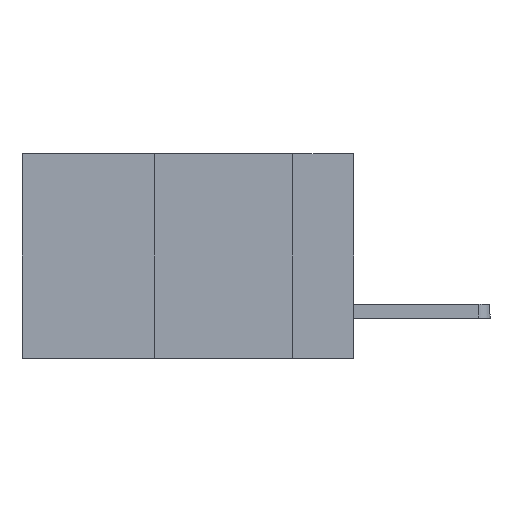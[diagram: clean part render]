
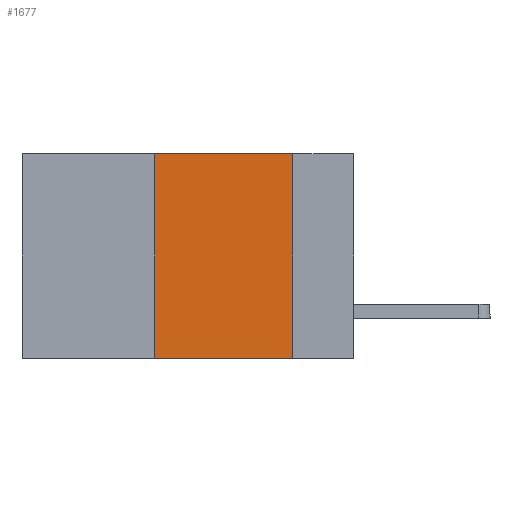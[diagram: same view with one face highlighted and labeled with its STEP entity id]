
A CAD part, left-side view. The second image highlights one B-rep face of the part: STEP entity #1677.
In plain terms, the highlighted planar face has unit normal (-1, 0, 0).
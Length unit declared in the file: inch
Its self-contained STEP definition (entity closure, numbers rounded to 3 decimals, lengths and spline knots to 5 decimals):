
#51 = EDGE_LOOP ( 'NONE', ( #1028, #6040, #6742, #6171 ) ) ;
#150 = LINE ( 'NONE', #1785, #2128 ) ;
#304 = CARTESIAN_POINT ( 'NONE',  ( 0., 0.36, -0.37 ) ) ;
#516 = VERTEX_POINT ( 'NONE', #8804 ) ;
#845 = VECTOR ( 'NONE', #4629, 39.37008 ) ;
#1028 = ORIENTED_EDGE ( 'NONE', *, *, #1566, .F. ) ;
#1283 = EDGE_CURVE ( 'NONE', #3765, #516, #9965, .T. ) ;
#1566 = EDGE_CURVE ( 'NONE', #516, #10014, #5771, .T. ) ;
#1603 = VECTOR ( 'NONE', #8501, 39.37008 ) ;
#1662 = LINE ( 'NONE', #7428, #845 ) ;
#1677 = ADVANCED_FACE ( 'NONE', ( #4827 ), #7062, .F. ) ;
#1785 = CARTESIAN_POINT ( 'NONE',  ( 0., 0.6, -0.37 ) ) ;
#2128 = VECTOR ( 'NONE', #4948, 39.37008 ) ;
#3317 = DIRECTION ( 'NONE',  ( 0., -1., 0. ) ) ;
#3663 = EDGE_CURVE ( 'NONE', #4292, #3765, #1662, .T. ) ;
#3689 = AXIS2_PLACEMENT_3D ( 'NONE', #6248, #4305, #5639 ) ;
#3765 = VERTEX_POINT ( 'NONE', #4962 ) ;
#3946 = VECTOR ( 'NONE', #3317, 39.37008 ) ;
#4292 = VERTEX_POINT ( 'NONE', #304 ) ;
#4305 = DIRECTION ( 'NONE',  ( 1., 0., 0. ) ) ;
#4366 = CARTESIAN_POINT ( 'NONE',  ( 0., 0.11, -0.37 ) ) ;
#4629 = DIRECTION ( 'NONE',  ( 0., 0., 1. ) ) ;
#4827 = FACE_OUTER_BOUND ( 'NONE', #51, .T. ) ;
#4948 = DIRECTION ( 'NONE',  ( 0., -1., 0. ) ) ;
#4962 = CARTESIAN_POINT ( 'NONE',  ( 0., 0.36, 0. ) ) ;
#4990 = CARTESIAN_POINT ( 'NONE',  ( 0., 0.6, 0. ) ) ;
#5639 = DIRECTION ( 'NONE',  ( 0., 0., -1. ) ) ;
#5771 = LINE ( 'NONE', #8490, #1603 ) ;
#6040 = ORIENTED_EDGE ( 'NONE', *, *, #1283, .F. ) ;
#6171 = ORIENTED_EDGE ( 'NONE', *, *, #9836, .T. ) ;
#6248 = CARTESIAN_POINT ( 'NONE',  ( 0., 0.6, 0. ) ) ;
#6742 = ORIENTED_EDGE ( 'NONE', *, *, #3663, .F. ) ;
#7062 = PLANE ( 'NONE',  #3689 ) ;
#7428 = CARTESIAN_POINT ( 'NONE',  ( 0., 0.36, 0. ) ) ;
#8490 = CARTESIAN_POINT ( 'NONE',  ( 0., 0.11, 0. ) ) ;
#8501 = DIRECTION ( 'NONE',  ( 0., 0., -1. ) ) ;
#8804 = CARTESIAN_POINT ( 'NONE',  ( 0., 0.11, 0. ) ) ;
#9836 = EDGE_CURVE ( 'NONE', #4292, #10014, #150, .T. ) ;
#9965 = LINE ( 'NONE', #4990, #3946 ) ;
#10014 = VERTEX_POINT ( 'NONE', #4366 ) ;
